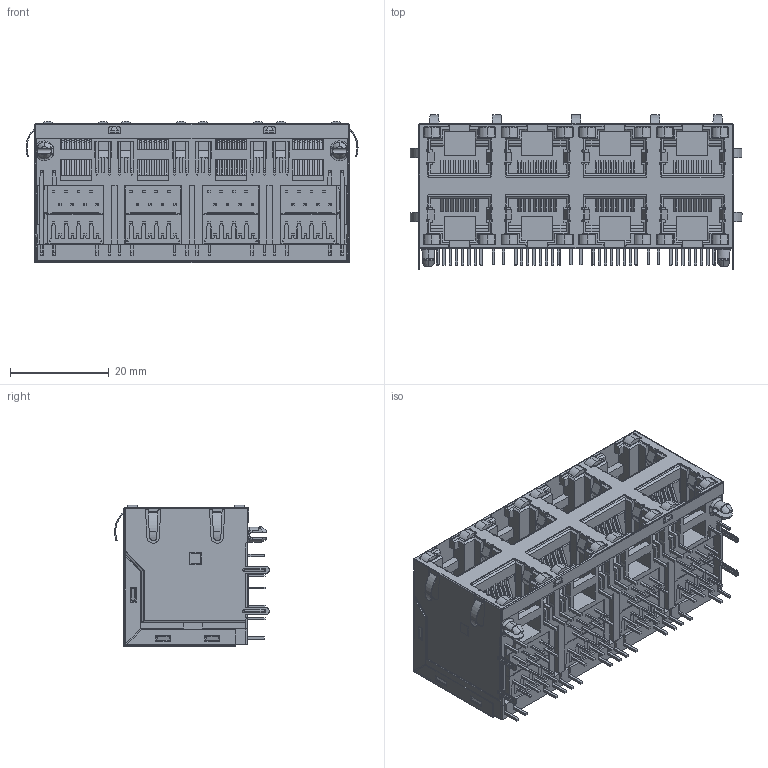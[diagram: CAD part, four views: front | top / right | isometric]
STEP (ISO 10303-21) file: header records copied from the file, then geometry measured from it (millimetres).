
FILE_DESCRIPTION (( 'STEP AP203' ), '1' );
FILE_NAME ('J96088892N11221.STEP', '2020-03-24T04:40:01', ( '' ), ( '' ), 'SwSTEP 2.0', 'SolidWorks 2016', '' );
FILE_SCHEMA (( 'CONFIG_CONTROL_DESIGN' ));
Length unit declared in the file: millimetre
Products named in the file (14): 96 LED LH Upper_1-Yellow; 96 Shield_8 Ports LED - EMI; 96 Contact Lock Upper; 96 Contact Lock Lower; 96 Grounding_8 Ports; 96 Contacts Upper; 96 Insulator_8 Ports; 96 Insulator Insert; J96088892N11221; 96 LED LH Lower_1-Yellow; 96 Contacts Lower; 96 Back Plate_8 Ports; 96 LED RH Upper_1-Yellow; 96 LED RH Lower_1-Yellow
Assembly tree (40 placements, depth 2):
  J96088892N11221
    96 Insulator_8 Ports
    96 LED LH Lower_1-Yellow  x4
    96 LED RH Lower_1-Yellow  x4
    96 Contacts Lower  x4
    96 Contact Lock Lower  x4
    96 Grounding_8 Ports
    96 Contacts Upper  x4
    96 Contact Lock Upper  x4
    96 Insulator Insert  x4
    96 LED LH Upper_1-Yellow  x4
    96 LED RH Upper_1-Yellow  x4
    96 Back Plate_8 Ports
    96 Shield_8 Ports LED - EMI
Bounding box: 67.35 x 31.38 x 28.68 mm (x, y, z)
Volume: 24148.5 mm3; surface area: 63596.2 mm2
Topology: 96 solids, 96 shells, 7804 faces, 21892 edges, 14054 vertices
Faces by surface type: plane 6105, cylinder 1388, bspline 297, cone 14
Entity records: 149976 total; most frequent: CARTESIAN_POINT 34813, ORIENTED_EDGE 25176, DIRECTION 21087, EDGE_CURVE 12588, VECTOR 10201, LINE 10201, VERTEX_POINT 8121, AXIS2_PLACEMENT_3D 5443
